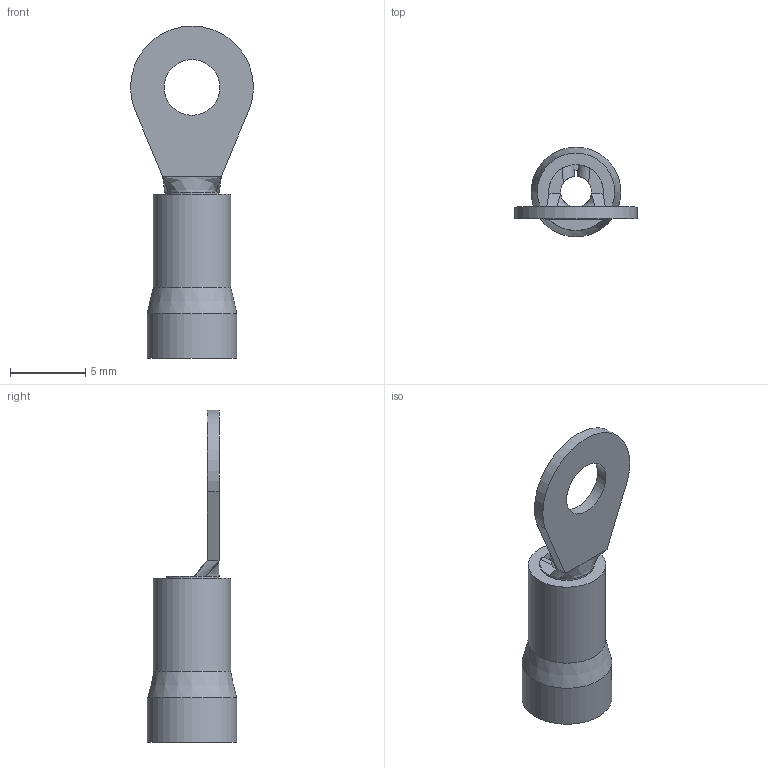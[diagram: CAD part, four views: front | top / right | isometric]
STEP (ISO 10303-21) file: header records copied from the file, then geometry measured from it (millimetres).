
FILE_DESCRIPTION(/* description */ ('Ring Terminal #6 Stud, 16 - 14 AWG'),/* implementation_level */ '2;1');
FILE_NAME(/* name */ 'RingTerminal_Tyco_320619.ipt.step',/* time_stamp */ '2014-01-07T11:07:20-08:00',/* author */ ('Autodesk Inc.'),/* organization */ ('Autodesk Inc.'),/* preprocessor_version */ 'ST-DEVELOPER v15.2',/* originating_system */ 'Autodesk Inventor 2014',/* authorisation */ '');
FILE_SCHEMA (('CONFIG_CONTROL_DESIGN','AUTOMOTIVE_DESIGN { 1 0 10303 214 3 1 1 }'));
Length unit declared in the file: inch
Products named in the file (1): RingTerminal_Tyco_320619
Bounding box: 8.18 x 5.97 x 22.1 mm (x, y, z)
Volume: 210 mm3; surface area: 479.5 mm2
Topology: 1 solids, 1 shells, 32 faces, 85 edges, 55 vertices
Faces by surface type: cylinder 12, plane 10, bspline 8, cone 2
Full cylindrical faces by diameter (mm): 3.708 x1, 4.445 x1, 5.156 x1, 5.969 x1
Entity records: 1284 total; most frequent: CARTESIAN_POINT 468, ORIENTED_EDGE 156, DIRECTION 140, EDGE_CURVE 78, VERTEX_POINT 54, AXIS2_PLACEMENT_3D 51, EDGE_LOOP 42, LINE 38
